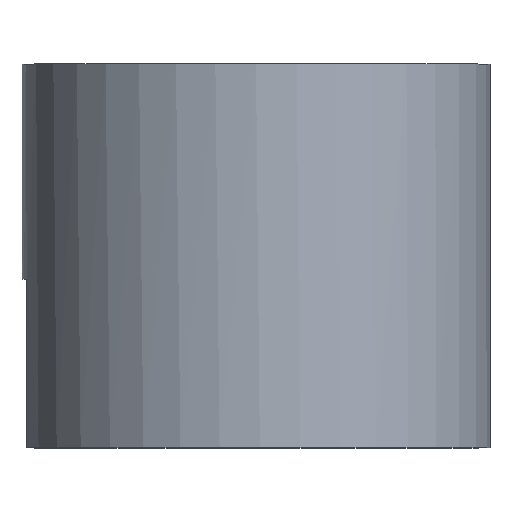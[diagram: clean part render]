
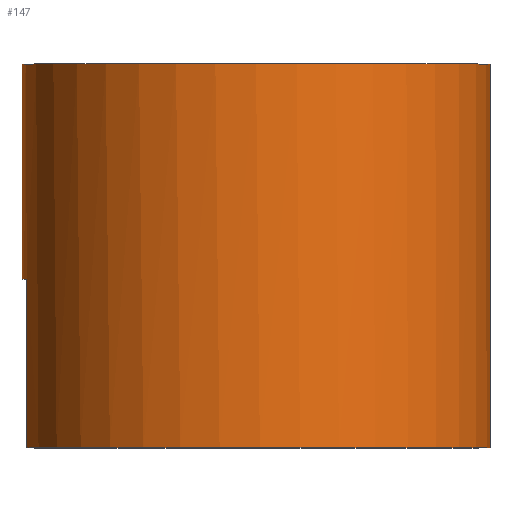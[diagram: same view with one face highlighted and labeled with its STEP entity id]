
A CAD part, top view. The second image highlights one B-rep face of the part: STEP entity #147.
In plain terms, the highlighted cylindrical face has radius 25 mm (diameter 50 mm), a full revolution.
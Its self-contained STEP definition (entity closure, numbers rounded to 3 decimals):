
#17=CYLINDRICAL_SURFACE('',#175,25.);
#18=CIRCLE('',#167,25.);
#19=CIRCLE('',#168,25.);
#20=CIRCLE('',#170,25.);
#23=CIRCLE('',#176,25.);
#31=FACE_OUTER_BOUND('',#40,.T.);
#40=EDGE_LOOP('',(#123,#124,#125,#126,#127,#128,#129,#130));
#47=LINE('',#235,#59);
#50=LINE('',#241,#62);
#54=LINE('',#260,#66);
#59=VECTOR('',#188,10.);
#62=VECTOR('',#193,10.);
#66=VECTOR('',#219,25.);
#71=VERTEX_POINT('',#233);
#72=VERTEX_POINT('',#234);
#73=VERTEX_POINT('',#239);
#74=VERTEX_POINT('',#240);
#75=VERTEX_POINT('',#245);
#78=VERTEX_POINT('',#258);
#83=EDGE_CURVE('',#71,#72,#47,.T.);
#86=EDGE_CURVE('',#73,#74,#50,.T.);
#89=EDGE_CURVE('',#74,#75,#18,.T.);
#90=EDGE_CURVE('',#75,#71,#19,.T.);
#91=EDGE_CURVE('',#72,#73,#20,.T.);
#95=EDGE_CURVE('',#78,#78,#23,.T.);
#96=EDGE_CURVE('',#78,#75,#54,.T.);
#123=ORIENTED_EDGE('',*,*,#95,.F.);
#124=ORIENTED_EDGE('',*,*,#96,.T.);
#125=ORIENTED_EDGE('',*,*,#90,.T.);
#126=ORIENTED_EDGE('',*,*,#83,.T.);
#127=ORIENTED_EDGE('',*,*,#91,.T.);
#128=ORIENTED_EDGE('',*,*,#86,.T.);
#129=ORIENTED_EDGE('',*,*,#89,.T.);
#130=ORIENTED_EDGE('',*,*,#96,.F.);
#147=ADVANCED_FACE('',(#31),#17,.T.);
#167=AXIS2_PLACEMENT_3D('',#246,#198,#199);
#168=AXIS2_PLACEMENT_3D('',#247,#200,#201);
#170=AXIS2_PLACEMENT_3D('',#249,#204,#205);
#175=AXIS2_PLACEMENT_3D('',#257,#215,#216);
#176=AXIS2_PLACEMENT_3D('',#259,#217,#218);
#188=DIRECTION('',(0.,-1.,0.));
#193=DIRECTION('',(0.,1.,0.));
#198=DIRECTION('center_axis',(0.,1.,0.));
#199=DIRECTION('ref_axis',(1.,0.,0.));
#200=DIRECTION('center_axis',(0.,1.,0.));
#201=DIRECTION('ref_axis',(1.,0.,0.));
#204=DIRECTION('center_axis',(0.,1.,0.));
#205=DIRECTION('ref_axis',(1.,0.,0.));
#215=DIRECTION('center_axis',(0.,1.,0.));
#216=DIRECTION('ref_axis',(1.,0.,0.));
#217=DIRECTION('center_axis',(0.,1.,0.));
#218=DIRECTION('ref_axis',(1.,0.,0.));
#219=DIRECTION('',(0.,-1.,0.));
#233=CARTESIAN_POINT('',(-97.795,18.,40.88));
#234=CARTESIAN_POINT('',(-97.795,0.,40.88));
#235=CARTESIAN_POINT('',(-97.795,0.,40.88));
#239=CARTESIAN_POINT('',(-97.795,0.,30.68));
#240=CARTESIAN_POINT('',(-97.795,18.,30.68));
#241=CARTESIAN_POINT('',(-97.795,0.,30.68));
#245=CARTESIAN_POINT('',(-98.321,18.,35.78));
#246=CARTESIAN_POINT('Origin',(-73.321,18.,35.78));
#247=CARTESIAN_POINT('Origin',(-73.321,18.,35.78));
#249=CARTESIAN_POINT('Origin',(-73.321,0.,35.78));
#257=CARTESIAN_POINT('Origin',(-73.321,0.,35.78));
#258=CARTESIAN_POINT('',(-98.321,41.,35.78));
#259=CARTESIAN_POINT('Origin',(-73.321,41.,35.78));
#260=CARTESIAN_POINT('',(-98.321,0.,35.78));
